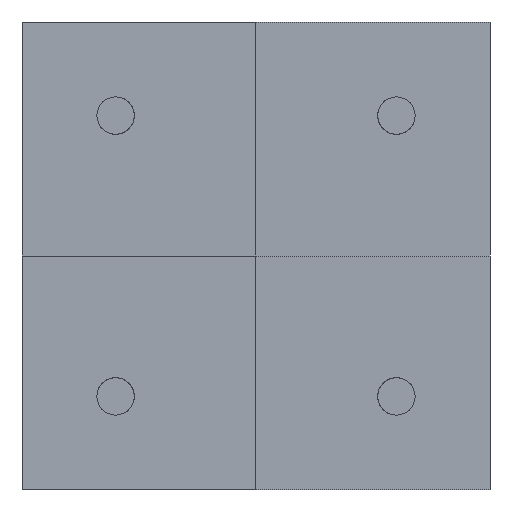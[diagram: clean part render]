
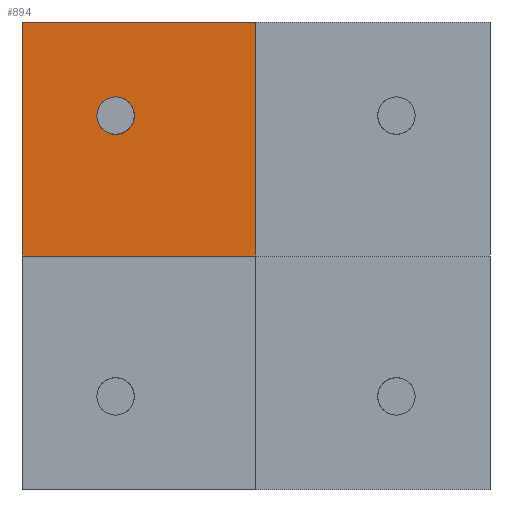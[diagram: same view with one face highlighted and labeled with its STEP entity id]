
A CAD part, front view. The second image highlights one B-rep face of the part: STEP entity #894.
In plain terms, the highlighted planar face has unit normal (0, -1, 0).
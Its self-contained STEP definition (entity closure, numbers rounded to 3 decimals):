
#13 = PLANE ( 'NONE',  #777 ) ;
#125 = DIRECTION ( 'NONE',  ( -1., 0., 0. ) ) ;
#133 = CARTESIAN_POINT ( 'NONE',  ( -100., 0., 0. ) ) ;
#147 = CARTESIAN_POINT ( 'NONE',  ( 0., 0., 100. ) ) ;
#205 = VECTOR ( 'NONE', #1675, 1000. ) ;
#226 = EDGE_LOOP ( 'NONE', ( #301, #992, #1771, #408 ) ) ;
#230 = LINE ( 'NONE', #1345, #849 ) ;
#258 = DIRECTION ( 'NONE',  ( 1., 0., 0. ) ) ;
#266 = EDGE_CURVE ( 'NONE', #856, #880, #1987, .T. ) ;
#301 = ORIENTED_EDGE ( 'NONE', *, *, #1765, .F. ) ;
#326 = VERTEX_POINT ( 'NONE', #1434 ) ;
#373 = DIRECTION ( 'NONE',  ( 0., 1., 0. ) ) ;
#408 = ORIENTED_EDGE ( 'NONE', *, *, #266, .T. ) ;
#429 = CARTESIAN_POINT ( 'NONE',  ( -100., 0., 100. ) ) ;
#500 = CARTESIAN_POINT ( 'NONE',  ( -60., 0., 60. ) ) ;
#533 = ORIENTED_EDGE ( 'NONE', *, *, #1562, .T. ) ;
#552 = CARTESIAN_POINT ( 'NONE',  ( -60., 0., 60. ) ) ;
#634 = CARTESIAN_POINT ( 'NONE',  ( 0., 0., 100. ) ) ;
#642 = EDGE_CURVE ( 'NONE', #1790, #856, #1681, .T. ) ;
#663 = LINE ( 'NONE', #1298, #1314 ) ;
#702 = VERTEX_POINT ( 'NONE', #1736 ) ;
#724 = AXIS2_PLACEMENT_3D ( 'NONE', #500, #1740, #960 ) ;
#734 = VERTEX_POINT ( 'NONE', #1610 ) ;
#777 = AXIS2_PLACEMENT_3D ( 'NONE', #634, #1418, #258 ) ;
#779 = AXIS2_PLACEMENT_3D ( 'NONE', #552, #373, #1132 ) ;
#780 = CARTESIAN_POINT ( 'NONE',  ( 0., 0., 100. ) ) ;
#818 = ORIENTED_EDGE ( 'NONE', *, *, #1531, .T. ) ;
#842 = DIRECTION ( 'NONE',  ( -1., 0., 0. ) ) ;
#849 = VECTOR ( 'NONE', #842, 1000. ) ;
#856 = VERTEX_POINT ( 'NONE', #1011 ) ;
#880 = VERTEX_POINT ( 'NONE', #133 ) ;
#894 = ADVANCED_FACE ( 'NONE', ( #1378, #1786 ), #13, .T. ) ;
#960 = DIRECTION ( 'NONE',  ( 0., 0., 1. ) ) ;
#992 = ORIENTED_EDGE ( 'NONE', *, *, #1417, .F. ) ;
#1011 = CARTESIAN_POINT ( 'NONE',  ( -100., 0., 100. ) ) ;
#1049 = CIRCLE ( 'NONE', #779, 8. ) ;
#1111 = EDGE_LOOP ( 'NONE', ( #818, #533 ) ) ;
#1132 = DIRECTION ( 'NONE',  ( 0., 0., 1. ) ) ;
#1298 = CARTESIAN_POINT ( 'NONE',  ( 0., 0., 100. ) ) ;
#1314 = VECTOR ( 'NONE', #1909, 1000. ) ;
#1345 = CARTESIAN_POINT ( 'NONE',  ( 0., 0., 0. ) ) ;
#1378 = FACE_BOUND ( 'NONE', #1111, .T. ) ;
#1417 = EDGE_CURVE ( 'NONE', #1790, #734, #663, .T. ) ;
#1418 = DIRECTION ( 'NONE',  ( 0., -1., 0. ) ) ;
#1434 = CARTESIAN_POINT ( 'NONE',  ( -60., 0., 68. ) ) ;
#1462 = VECTOR ( 'NONE', #125, 1000. ) ;
#1531 = EDGE_CURVE ( 'NONE', #326, #702, #1604, .T. ) ;
#1562 = EDGE_CURVE ( 'NONE', #702, #326, #1049, .T. ) ;
#1604 = CIRCLE ( 'NONE', #724, 8. ) ;
#1610 = CARTESIAN_POINT ( 'NONE',  ( 0., 0., 0. ) ) ;
#1675 = DIRECTION ( 'NONE',  ( 0., 0., -1. ) ) ;
#1681 = LINE ( 'NONE', #147, #1462 ) ;
#1736 = CARTESIAN_POINT ( 'NONE',  ( -60., 0., 52. ) ) ;
#1740 = DIRECTION ( 'NONE',  ( 0., 1., 0. ) ) ;
#1765 = EDGE_CURVE ( 'NONE', #734, #880, #230, .T. ) ;
#1771 = ORIENTED_EDGE ( 'NONE', *, *, #642, .T. ) ;
#1786 = FACE_OUTER_BOUND ( 'NONE', #226, .T. ) ;
#1790 = VERTEX_POINT ( 'NONE', #780 ) ;
#1909 = DIRECTION ( 'NONE',  ( 0., 0., -1. ) ) ;
#1987 = LINE ( 'NONE', #429, #205 ) ;
